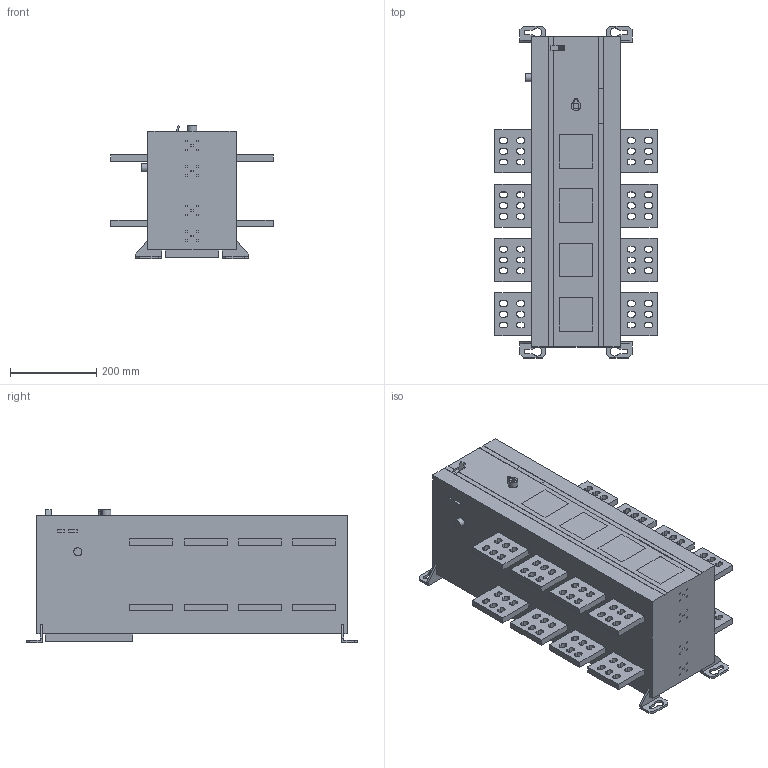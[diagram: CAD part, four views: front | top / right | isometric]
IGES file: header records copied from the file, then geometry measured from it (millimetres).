
Global section: file name: MALLI.igs; preprocessor: I-DEAS 3D IGES Translator 11; date: 20090213.140602; units: millimetre
Bounding box: 376.4 x 770 x 309 mm (x, y, z)
Volume: 43008632.2 mm3; surface area: 1201651 mm2
Topology: 1 solids, 1 shells, 725 faces, 2210 edges, 1692 vertices
Faces by surface type: bspline 725
